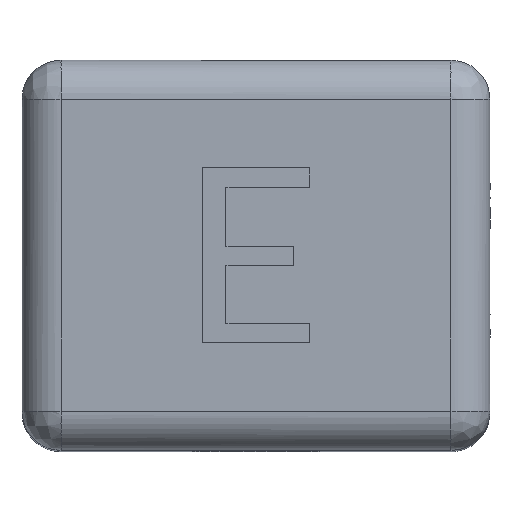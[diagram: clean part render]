
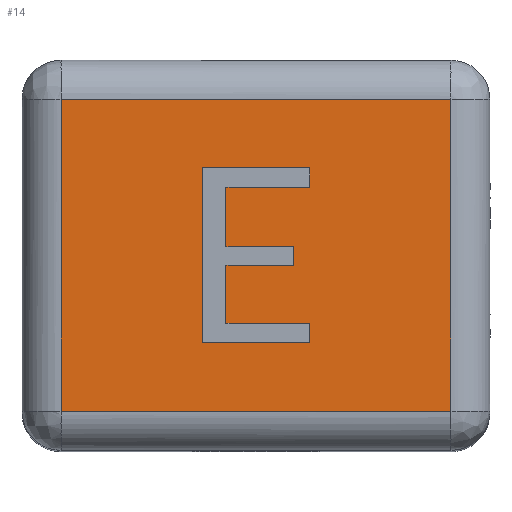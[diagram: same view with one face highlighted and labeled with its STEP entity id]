
A CAD part, top view. The second image highlights one B-rep face of the part: STEP entity #14.
In plain terms, the highlighted planar face has unit normal (0, 0, 1).
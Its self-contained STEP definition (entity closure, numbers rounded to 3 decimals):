
#14=ADVANCED_FACE('',(#84,#72),#870,.T.);
#72=FACE_BOUND('',#143,.T.);
#84=FACE_OUTER_BOUND('',#142,.T.);
#142=EDGE_LOOP('',(#212,#213,#214,#215));
#143=EDGE_LOOP('',(#216,#217,#218,#219,#220,#221,#222,#223,#224,#225,#226,
#227));
#212=ORIENTED_EDGE('',*,*,#484,.F.);
#213=ORIENTED_EDGE('',*,*,#486,.T.);
#214=ORIENTED_EDGE('',*,*,#485,.F.);
#215=ORIENTED_EDGE('',*,*,#487,.T.);
#216=ORIENTED_EDGE('',*,*,#488,.T.);
#217=ORIENTED_EDGE('',*,*,#499,.T.);
#218=ORIENTED_EDGE('',*,*,#498,.T.);
#219=ORIENTED_EDGE('',*,*,#497,.T.);
#220=ORIENTED_EDGE('',*,*,#496,.T.);
#221=ORIENTED_EDGE('',*,*,#495,.T.);
#222=ORIENTED_EDGE('',*,*,#494,.T.);
#223=ORIENTED_EDGE('',*,*,#493,.T.);
#224=ORIENTED_EDGE('',*,*,#492,.T.);
#225=ORIENTED_EDGE('',*,*,#491,.T.);
#226=ORIENTED_EDGE('',*,*,#490,.T.);
#227=ORIENTED_EDGE('',*,*,#489,.T.);
#484=EDGE_CURVE('',#757,#756,#666,.T.);
#485=EDGE_CURVE('',#758,#759,#667,.T.);
#486=EDGE_CURVE('',#757,#759,#668,.T.);
#487=EDGE_CURVE('',#758,#756,#669,.T.);
#488=EDGE_CURVE('',#760,#761,#670,.T.);
#489=EDGE_CURVE('',#762,#760,#671,.T.);
#490=EDGE_CURVE('',#763,#762,#672,.T.);
#491=EDGE_CURVE('',#764,#763,#673,.T.);
#492=EDGE_CURVE('',#765,#764,#674,.T.);
#493=EDGE_CURVE('',#766,#765,#675,.T.);
#494=EDGE_CURVE('',#767,#766,#676,.T.);
#495=EDGE_CURVE('',#768,#767,#677,.T.);
#496=EDGE_CURVE('',#769,#768,#678,.T.);
#497=EDGE_CURVE('',#770,#769,#679,.T.);
#498=EDGE_CURVE('',#771,#770,#680,.T.);
#499=EDGE_CURVE('',#761,#771,#681,.T.);
#666=B_SPLINE_CURVE_WITH_KNOTS('',1,(#1846,#1847),.UNSPECIFIED.,.F.,.F.,
(2,2),(0.,16.),.UNSPECIFIED.);
#667=B_SPLINE_CURVE_WITH_KNOTS('',1,(#1848,#1849),.UNSPECIFIED.,.F.,.F.,
(2,2),(0.,16.),.UNSPECIFIED.);
#668=B_SPLINE_CURVE_WITH_KNOTS('',1,(#1850,#1851),.UNSPECIFIED.,.F.,.F.,
(2,2),(-20.,0.),.UNSPECIFIED.);
#669=B_SPLINE_CURVE_WITH_KNOTS('',1,(#1852,#1853),.UNSPECIFIED.,.F.,.F.,
(2,2),(-20.,0.),.UNSPECIFIED.);
#670=B_SPLINE_CURVE_WITH_KNOTS('',1,(#1854,#1855),.UNSPECIFIED.,.F.,.F.,
(2,2),(-1.,0.),.UNSPECIFIED.);
#671=B_SPLINE_CURVE_WITH_KNOTS('',1,(#1856,#1857),.UNSPECIFIED.,.F.,.F.,
(2,2),(-2.,-1.),.UNSPECIFIED.);
#672=B_SPLINE_CURVE_WITH_KNOTS('',1,(#1858,#1859),.UNSPECIFIED.,.F.,.F.,
(2,2),(-3.,-2.),.UNSPECIFIED.);
#673=B_SPLINE_CURVE_WITH_KNOTS('',1,(#1860,#1861),.UNSPECIFIED.,.F.,.F.,
(2,2),(-4.,-3.),.UNSPECIFIED.);
#674=B_SPLINE_CURVE_WITH_KNOTS('',1,(#1862,#1863),.UNSPECIFIED.,.F.,.F.,
(2,2),(-5.,-4.),.UNSPECIFIED.);
#675=B_SPLINE_CURVE_WITH_KNOTS('',1,(#1864,#1865),.UNSPECIFIED.,.F.,.F.,
(2,2),(-6.,-5.),.UNSPECIFIED.);
#676=B_SPLINE_CURVE_WITH_KNOTS('',1,(#1866,#1867),.UNSPECIFIED.,.F.,.F.,
(2,2),(-7.,-6.),.UNSPECIFIED.);
#677=B_SPLINE_CURVE_WITH_KNOTS('',1,(#1868,#1869),.UNSPECIFIED.,.F.,.F.,
(2,2),(-8.,-7.),.UNSPECIFIED.);
#678=B_SPLINE_CURVE_WITH_KNOTS('',1,(#1870,#1871),.UNSPECIFIED.,.F.,.F.,
(2,2),(-9.,-8.),.UNSPECIFIED.);
#679=B_SPLINE_CURVE_WITH_KNOTS('',1,(#1872,#1873),.UNSPECIFIED.,.F.,.F.,
(2,2),(-10.,-9.),.UNSPECIFIED.);
#680=B_SPLINE_CURVE_WITH_KNOTS('',1,(#1874,#1875),.UNSPECIFIED.,.F.,.F.,
(2,2),(-11.,-10.),.UNSPECIFIED.);
#681=B_SPLINE_CURVE_WITH_KNOTS('',1,(#1876,#1877),.UNSPECIFIED.,.F.,.F.,
(2,2),(-12.,-11.),.UNSPECIFIED.);
#756=VERTEX_POINT('',#1764);
#757=VERTEX_POINT('',#1765);
#758=VERTEX_POINT('',#1766);
#759=VERTEX_POINT('',#1767);
#760=VERTEX_POINT('',#1768);
#761=VERTEX_POINT('',#1769);
#762=VERTEX_POINT('',#1770);
#763=VERTEX_POINT('',#1771);
#764=VERTEX_POINT('',#1772);
#765=VERTEX_POINT('',#1773);
#766=VERTEX_POINT('',#1774);
#767=VERTEX_POINT('',#1775);
#768=VERTEX_POINT('',#1776);
#769=VERTEX_POINT('',#1777);
#770=VERTEX_POINT('',#1778);
#771=VERTEX_POINT('',#1779);
#870=PLANE('',#984);
#984=AXIS2_PLACEMENT_3D('',#1042,#1013,$);
#1013=DIRECTION('',(0.,0.,1.));
#1042=CARTESIAN_POINT('',(-1516.166,-11.621,36.401));
#1764=CARTESIAN_POINT('',(-1518.286,-9.901,36.401));
#1765=CARTESIAN_POINT('',(-1518.286,6.099,36.401));
#1766=CARTESIAN_POINT('',(-1538.286,-9.901,36.401));
#1767=CARTESIAN_POINT('',(-1538.286,6.099,36.401));
#1768=CARTESIAN_POINT('',(-1525.529,-5.393,36.402));
#1769=CARTESIAN_POINT('',(-1525.529,-6.39,36.402));
#1770=CARTESIAN_POINT('',(-1529.826,-5.393,36.402));
#1771=CARTESIAN_POINT('',(-1529.826,-2.403,36.402));
#1772=CARTESIAN_POINT('',(-1526.347,-2.403,36.402));
#1773=CARTESIAN_POINT('',(-1526.347,-1.465,36.402));
#1774=CARTESIAN_POINT('',(-1529.826,-1.465,36.402));
#1775=CARTESIAN_POINT('',(-1529.826,1.584,36.402));
#1776=CARTESIAN_POINT('',(-1525.529,1.584,36.402));
#1777=CARTESIAN_POINT('',(-1525.529,2.58,36.402));
#1778=CARTESIAN_POINT('',(-1531.043,2.58,36.402));
#1779=CARTESIAN_POINT('',(-1531.043,-6.39,36.402));
#1846=CARTESIAN_POINT('',(-1518.286,6.099,36.401));
#1847=CARTESIAN_POINT('',(-1518.286,-9.901,36.401));
#1848=CARTESIAN_POINT('',(-1538.286,-9.901,36.401));
#1849=CARTESIAN_POINT('',(-1538.286,6.099,36.401));
#1850=CARTESIAN_POINT('',(-1518.286,6.099,36.401));
#1851=CARTESIAN_POINT('',(-1538.286,6.099,36.401));
#1852=CARTESIAN_POINT('',(-1538.286,-9.901,36.401));
#1853=CARTESIAN_POINT('',(-1518.286,-9.901,36.401));
#1854=CARTESIAN_POINT('',(-1525.529,-5.393,36.402));
#1855=CARTESIAN_POINT('',(-1525.529,-6.39,36.402));
#1856=CARTESIAN_POINT('',(-1529.826,-5.393,36.402));
#1857=CARTESIAN_POINT('',(-1525.529,-5.393,36.402));
#1858=CARTESIAN_POINT('',(-1529.826,-2.403,36.402));
#1859=CARTESIAN_POINT('',(-1529.826,-5.393,36.402));
#1860=CARTESIAN_POINT('',(-1526.347,-2.403,36.402));
#1861=CARTESIAN_POINT('',(-1529.826,-2.403,36.402));
#1862=CARTESIAN_POINT('',(-1526.347,-1.465,36.402));
#1863=CARTESIAN_POINT('',(-1526.347,-2.403,36.402));
#1864=CARTESIAN_POINT('',(-1529.826,-1.465,36.402));
#1865=CARTESIAN_POINT('',(-1526.347,-1.465,36.402));
#1866=CARTESIAN_POINT('',(-1529.826,1.584,36.402));
#1867=CARTESIAN_POINT('',(-1529.826,-1.465,36.402));
#1868=CARTESIAN_POINT('',(-1525.529,1.584,36.402));
#1869=CARTESIAN_POINT('',(-1529.826,1.584,36.402));
#1870=CARTESIAN_POINT('',(-1525.529,2.58,36.402));
#1871=CARTESIAN_POINT('',(-1525.529,1.584,36.402));
#1872=CARTESIAN_POINT('',(-1531.043,2.58,36.402));
#1873=CARTESIAN_POINT('',(-1525.529,2.58,36.402));
#1874=CARTESIAN_POINT('',(-1531.043,-6.39,36.402));
#1875=CARTESIAN_POINT('',(-1531.043,2.58,36.402));
#1876=CARTESIAN_POINT('',(-1525.529,-6.39,36.402));
#1877=CARTESIAN_POINT('',(-1531.043,-6.39,36.402));
